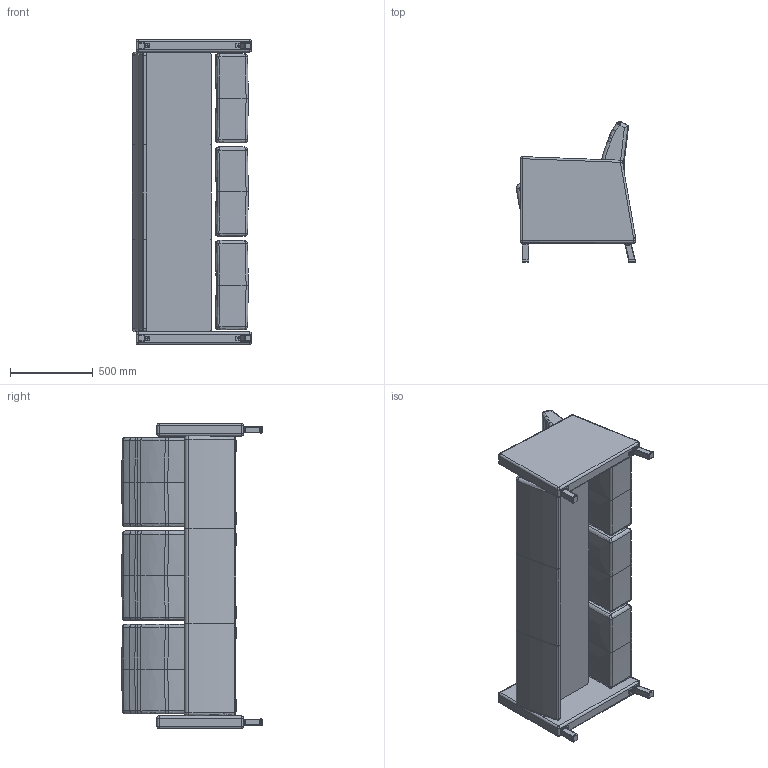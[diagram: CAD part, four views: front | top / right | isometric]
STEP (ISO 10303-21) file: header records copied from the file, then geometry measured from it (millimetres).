
FILE_DESCRIPTION(/* description */ (''),/* implementation_level */ '2;1');
FILE_NAME(/* name */ 'KMU30F.stp',/* time_stamp */ '2021-02-09T15:03:58-05:00',/* author */ ('jbosley'),/* organization */ (''),/* preprocessor_version */ 'ST-DEVELOPER v18',/* originating_system */ 'Autodesk Inventor 2020',/* authorisation */ '');
FILE_SCHEMA (('AUTOMOTIVE_DESIGN { 1 0 10303 214 3 1 1 }'));
Length unit declared in the file: inch
Products named in the file (14): KMU30F; KOU10 NEW BACK; KOU10 SEAT; KMU10 ARM; LEG 4-1; LEG 4-1_1; LEG 4-1_2; LEG 4-1 TOP PLATE; LEG MBO11; LEG MBO11_1; LEG MBO11_2; LEG MBO11 TOP PLATE; LEG CAP 1.5-1 (GENERIC); LEG CAP KOL-1 (GENERIC)
Assembly tree (20 placements, depth 3):
  KMU30F
    KOU10 NEW BACK  x3
    KOU10 SEAT
    KMU10 ARM  x2
    LEG 4-1  x2
      LEG 4-1_1
      LEG 4-1_2
      LEG 4-1 TOP PLATE
    LEG MBO11  x2
      LEG MBO11_1
      LEG MBO11_2
      LEG MBO11 TOP PLATE
    LEG CAP 1.5-1 (GENERIC)  x2
    LEG CAP KOL-1 (GENERIC)  x2
Bounding box: 719.27 x 846.53 x 1841.5 mm (x, y, z)
Volume: 329801800.5 mm3; surface area: 7628831.1 mm2
Topology: 34 solids, 34 shells, 717 faces, 1671 edges, 1002 vertices
Faces by surface type: bspline 274, plane 242, cylinder 161, sphere 32, torus 8
Full cylindrical faces by diameter (mm): 9.525 x8
Entity records: 13072 total; most frequent: CARTESIAN_POINT 5155, ORIENTED_EDGE 1596, DIRECTION 1407, EDGE_CURVE 798, AXIS2_PLACEMENT_3D 514, VERTEX_POINT 488, LINE 379, VECTOR 379
